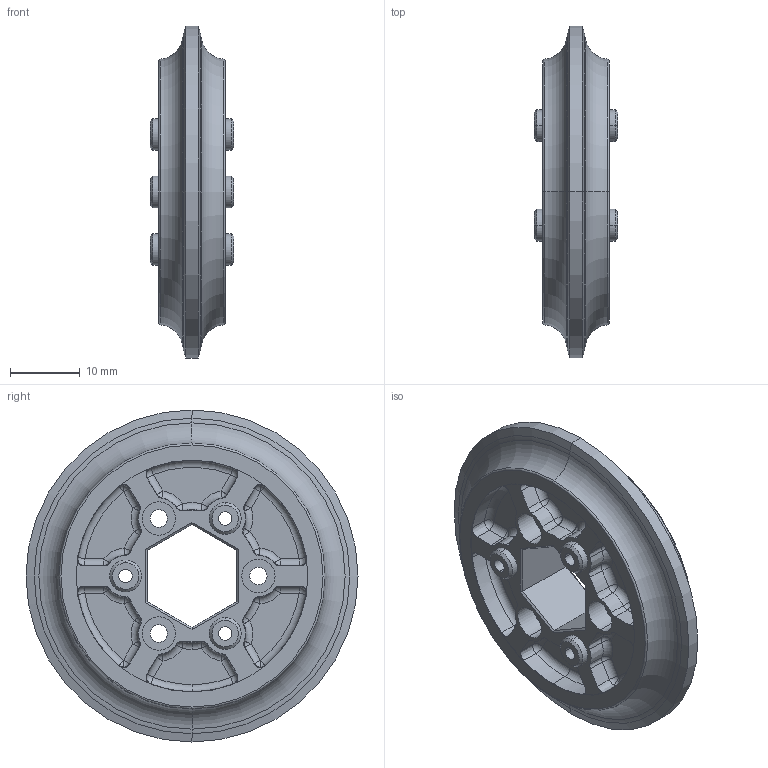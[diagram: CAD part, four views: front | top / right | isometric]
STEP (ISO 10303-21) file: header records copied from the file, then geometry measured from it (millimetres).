
FILE_DESCRIPTION (( 'STEP AP203' ), '1' );
FILE_NAME ('WCP-0359.STEP', '2021-04-13T01:05:57', ( '' ), ( '' ), 'SwSTEP 2.0', 'SolidWorks 2020', '' );
FILE_SCHEMA (( 'CONFIG_CONTROL_DESIGN' ));
Length unit declared in the file: inch
Products named in the file (1): WCP-0359
Bounding box: 12.03 x 47.62 x 47.62 mm (x, y, z)
Volume: 8483 mm3; surface area: 6212.3 mm2
Topology: 1 solids, 1 shells, 428 faces, 924 edges, 524 vertices
Faces by surface type: sphere 88, bspline 72, plane 70, cone 68, cylinder 66, torus 64
Entity records: 12911 total; most frequent: CARTESIAN_POINT 3869, DIRECTION 1954, ORIENTED_EDGE 1848, EDGE_CURVE 924, AXIS2_PLACEMENT_3D 889, CIRCLE 532, VERTEX_POINT 524, EDGE_LOOP 468
